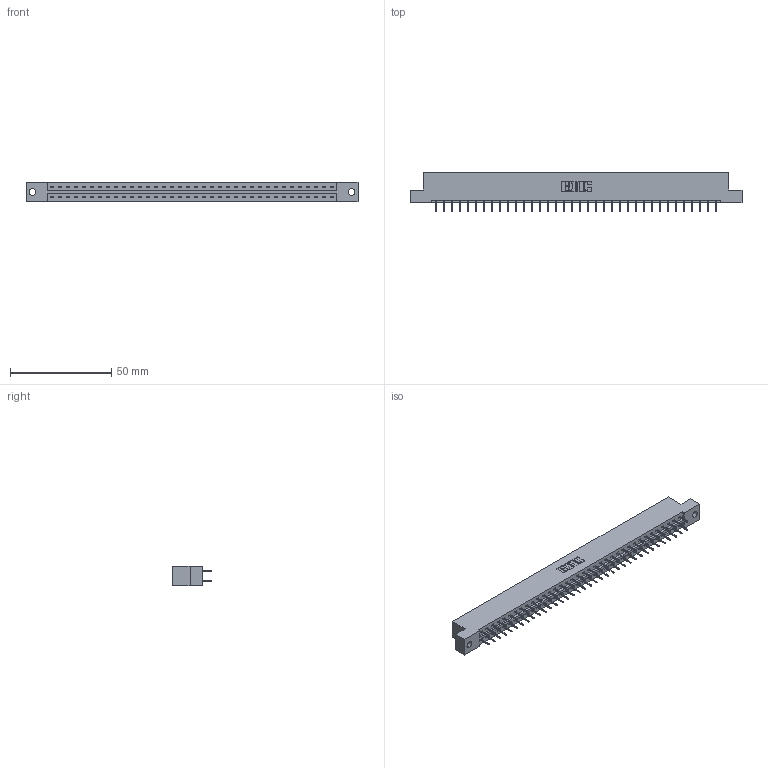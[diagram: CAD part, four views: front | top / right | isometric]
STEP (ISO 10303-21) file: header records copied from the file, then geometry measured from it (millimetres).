
FILE_DESCRIPTION (( 'STEP AP203' ), '1' );
FILE_NAME ('833-072-524-202.STEP', '2020-06-05T14:01:49', ( '' ), ( '' ), 'SwSTEP 2.0', 'SolidWorks 2020', '' );
FILE_SCHEMA (( 'CONFIG_CONTROL_DESIGN' ));
Length unit declared in the file: inch
Products named in the file (3): 833 Part_Flush - .128 Dia; 345-292-001_345-293-124; 833-072-524-202
Assembly tree (73 placements, depth 2):
  833-072-524-202
    833 Part_Flush - .128 Dia
    345-292-001_345-293-124  x72
Bounding box: 164.19 x 19.69 x 9.4 mm (x, y, z)
Volume: 16560.7 mm3; surface area: 18914 mm2
Topology: 73 solids, 73 shells, 4146 faces, 11759 edges, 7550 vertices
Faces by surface type: plane 3094, cylinder 1052
Entity records: 24013 total; most frequent: CARTESIAN_POINT 3986, ORIENTED_EDGE 3922, DIRECTION 3417, EDGE_CURVE 1961, LINE 1837, VECTOR 1837, VERTEX_POINT 1302, AXIS2_PLACEMENT_3D 790
